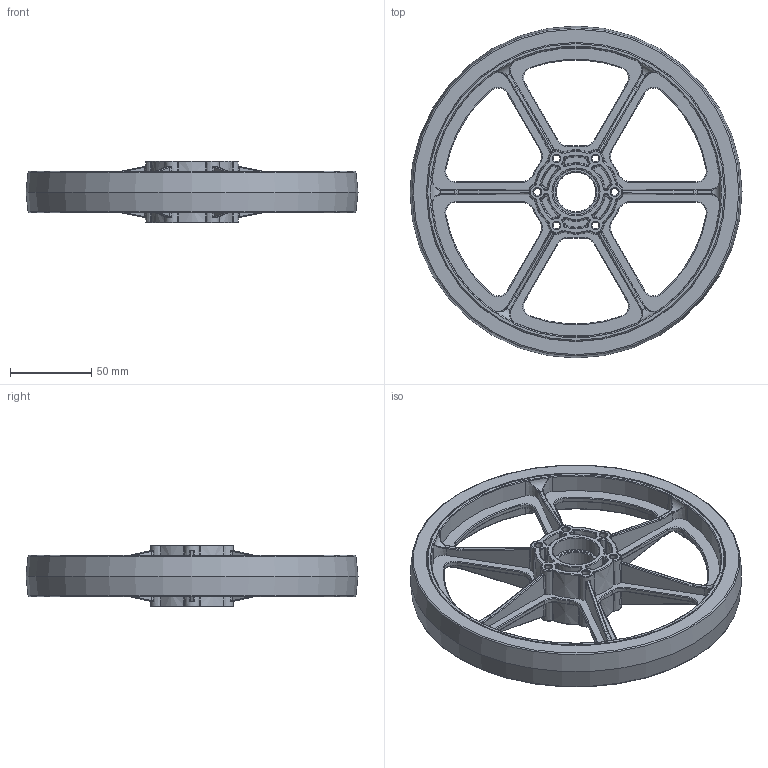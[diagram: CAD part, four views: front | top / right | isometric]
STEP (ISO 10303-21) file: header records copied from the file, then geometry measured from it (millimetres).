
FILE_DESCRIPTION (( 'STEP AP214' ), '1' );
FILE_NAME ('am-0420 8in Rubber Treaded Wheel.STEP', '2018-11-27T14:27:22', ( '' ), ( '' ), 'SwSTEP 2.0', 'SolidWorks 2018', '' );
FILE_SCHEMA (( 'AUTOMOTIVE_DESIGN' ));
Length unit declared in the file: millimetre
Products named in the file (1): am-0420 8in Rubber Treaded Wheel
Bounding box: 204.35 x 204.35 x 38.1 mm (x, y, z)
Volume: 282581 mm3; surface area: 143764.9 mm2
Topology: 2 solids, 2 shells, 961 faces, 2277 edges, 1344 vertices
Faces by surface type: bspline 312, torus 262, cone 127, cylinder 124, plane 112, sphere 24
Full cylindrical faces by diameter (mm): 4.318 x6, 24.435 x1, 28.562 x2, 184.15 x2, 187.3 x2, 187.35 x1, 190.094 x1
Entity records: 46569 total; most frequent: CARTESIAN_POINT 15865, ORIENTED_EDGE 4454, DIRECTION 3947, EDGE_CURVE 2227, AXIS2_PLACEMENT_3D 1806, VERTEX_POINT 1338, CIRCLE 1156, EDGE_LOOP 1057
